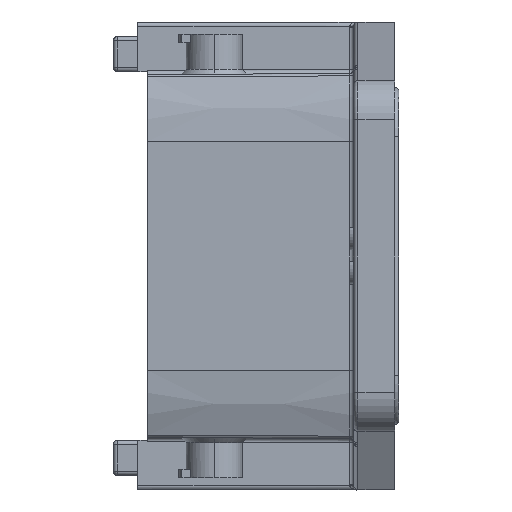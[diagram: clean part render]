
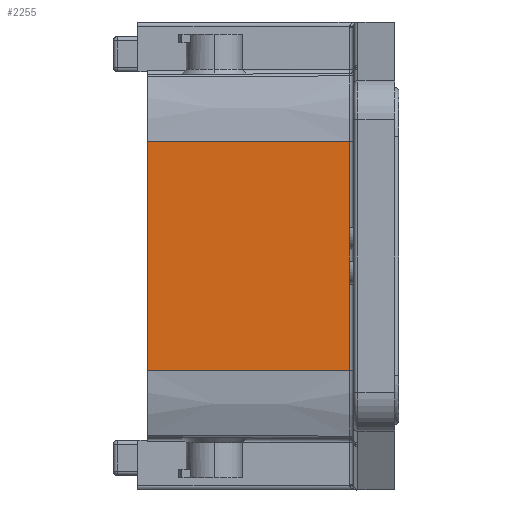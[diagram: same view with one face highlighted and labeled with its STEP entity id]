
A CAD part, left-side view. The second image highlights one B-rep face of the part: STEP entity #2255.
In plain terms, the highlighted planar face has unit normal (-1, 0.005, 0).
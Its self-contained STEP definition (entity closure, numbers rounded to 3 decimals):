
#289=PLANE('',#7799);
#1192=LINE('',#12382,#1787);
#1193=LINE('',#12386,#1788);
#1194=LINE('',#12388,#1789);
#1195=LINE('',#12390,#1790);
#1787=VECTOR('',#9262,1.);
#1788=VECTOR('',#9267,1.);
#1789=VECTOR('',#9268,1.);
#1790=VECTOR('',#9269,1.);
#2255=ADVANCED_FACE('',(#2687),#289,.T.);
#2687=FACE_OUTER_BOUND('',#3120,.T.);
#3120=EDGE_LOOP('',(#4608,#4609,#4610,#4611));
#4608=ORIENTED_EDGE('',*,*,#6955,.T.);
#4609=ORIENTED_EDGE('',*,*,#6957,.F.);
#4610=ORIENTED_EDGE('',*,*,#6958,.F.);
#4611=ORIENTED_EDGE('',*,*,#6959,.T.);
#6065=VERTEX_POINT('',#12381);
#6066=VERTEX_POINT('',#12383);
#6067=VERTEX_POINT('',#12387);
#6068=VERTEX_POINT('',#12389);
#6955=EDGE_CURVE('',#6066,#6065,#1192,.T.);
#6957=EDGE_CURVE('',#6067,#6065,#1193,.T.);
#6958=EDGE_CURVE('',#6068,#6067,#1194,.T.);
#6959=EDGE_CURVE('',#6068,#6066,#1195,.T.);
#7799=AXIS2_PLACEMENT_3D('',#12391,#9270,#9271);
#9262=DIRECTION('',(0.005,1.,0.));
#9267=DIRECTION('',(0.,0.,1.));
#9268=DIRECTION('',(0.005,1.,0.));
#9269=DIRECTION('',(0.,0.,1.));
#9270=DIRECTION('',(-1.,0.005,0.));
#9271=DIRECTION('',(0.,0.,-1.));
#12381=CARTESIAN_POINT('',(-30.249,12.9,13.935));
#12382=CARTESIAN_POINT('',(-30.378,-11.703,13.935));
#12383=CARTESIAN_POINT('',(-30.378,-11.703,13.935));
#12386=CARTESIAN_POINT('',(-30.249,12.9,-13.935));
#12387=CARTESIAN_POINT('',(-30.249,12.9,-13.935));
#12388=CARTESIAN_POINT('',(-30.378,-11.703,-13.935));
#12389=CARTESIAN_POINT('',(-30.378,-11.703,-13.935));
#12390=CARTESIAN_POINT('',(-30.378,-11.703,-13.935));
#12391=CARTESIAN_POINT('',(-30.383,-12.7,-25.729));
